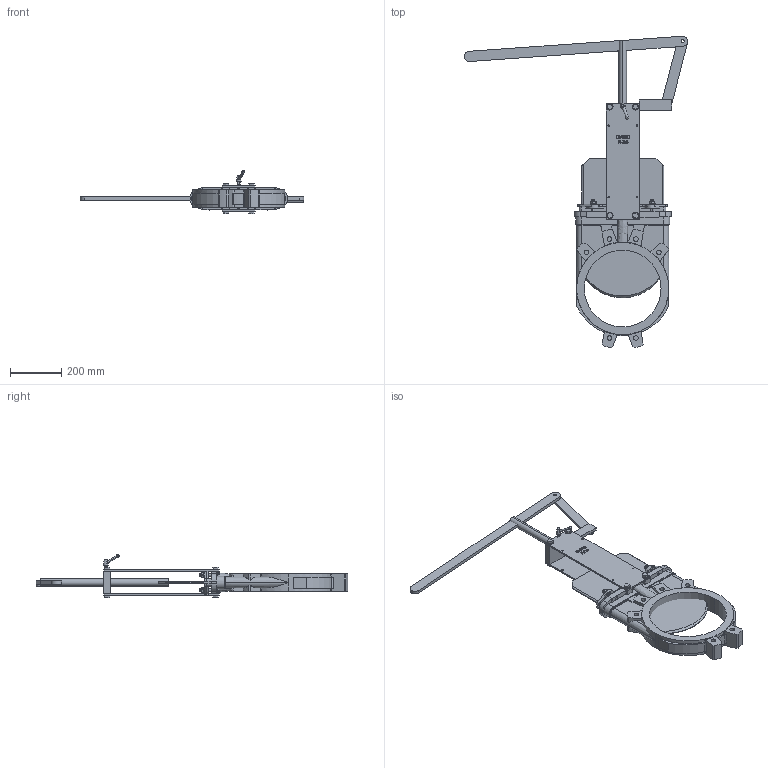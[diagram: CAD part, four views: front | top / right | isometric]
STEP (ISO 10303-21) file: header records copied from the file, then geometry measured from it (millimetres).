
FILE_DESCRIPTION (( 'STEP AP214' ), '1' );
FILE_NAME ('FM200-Stoffschieber-DN300-PN10-Schnellschlusshebel-Fergo.STEP', '2023-12-01T10:30:51', ( '' ), ( '' ), 'SwSTEP 2.0', 'SolidWorks 2022', '' );
FILE_SCHEMA (( 'AUTOMOTIVE_DESIGN' ));
Length unit declared in the file: millimetre
Products named in the file (1): FM200-Stoffschieber-DN300-PN10-Schnellschlusshebel-Fergo
Bounding box: 873.43 x 1217.24 x 169.23 mm (x, y, z)
Volume: 9589528.5 mm3; surface area: 1364470.6 mm2
Topology: 39 solids, 39 shells, 1371 faces, 3737 edges, 2495 vertices
Faces by surface type: cylinder 800, plane 425, cone 110, bspline 30, torus 4, sphere 2
Entity records: 73704 total; most frequent: CARTESIAN_POINT 40046, ORIENTED_EDGE 7440, DIRECTION 5941, EDGE_CURVE 3720, VERTEX_POINT 2492, AXIS2_PLACEMENT_3D 2158, LINE 1625, VECTOR 1625
